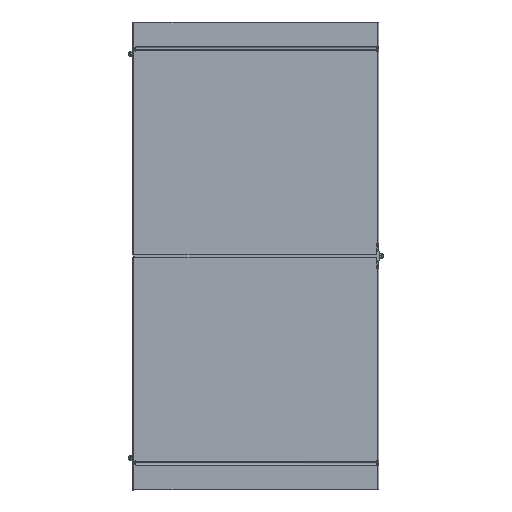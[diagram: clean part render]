
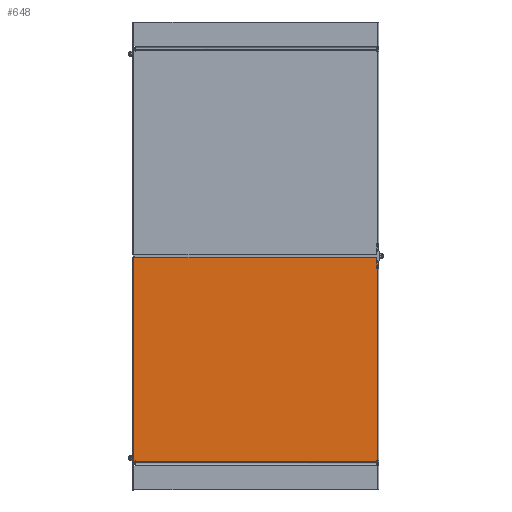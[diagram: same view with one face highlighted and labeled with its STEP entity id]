
A CAD part, front view. The second image highlights one B-rep face of the part: STEP entity #648.
In plain terms, the highlighted planar face has unit normal (0, -1, 0).
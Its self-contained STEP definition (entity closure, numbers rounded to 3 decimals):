
#648=ADVANCED_FACE('',(#1277),#10307,.T.);
#1277=FACE_OUTER_BOUND('',#1991,.T.);
#1991=EDGE_LOOP('',(#4876,#4877,#4878,#4879,#4880,#4881,#4882,#4883,#4884,
#4885,#4886));
#4876=ORIENTED_EDGE('',*,*,#6828,.T.);
#4877=ORIENTED_EDGE('',*,*,#6378,.F.);
#4878=ORIENTED_EDGE('',*,*,#6388,.F.);
#4879=ORIENTED_EDGE('',*,*,#5999,.F.);
#4880=ORIENTED_EDGE('',*,*,#5982,.F.);
#4881=ORIENTED_EDGE('',*,*,#6769,.F.);
#4882=ORIENTED_EDGE('',*,*,#6625,.F.);
#4883=ORIENTED_EDGE('',*,*,#6764,.F.);
#4884=ORIENTED_EDGE('',*,*,#6829,.T.);
#4885=ORIENTED_EDGE('',*,*,#6460,.F.);
#4886=ORIENTED_EDGE('',*,*,#6447,.F.);
#5982=EDGE_CURVE('',#9088,#9089,#8183,.T.);
#5999=EDGE_CURVE('',#9089,#9101,#7315,.T.);
#6378=EDGE_CURVE('',#9475,#9476,#8414,.T.);
#6388=EDGE_CURVE('',#9101,#9475,#8421,.T.);
#6447=EDGE_CURVE('',#9531,#9532,#8460,.T.);
#6460=EDGE_CURVE('',#9532,#9545,#8468,.T.);
#6625=EDGE_CURVE('',#9573,#9574,#7605,.T.);
#6764=EDGE_CURVE('',#9613,#9573,#8588,.T.);
#6769=EDGE_CURVE('',#9574,#9088,#8592,.T.);
#6828=EDGE_CURVE('',#9531,#9476,#8613,.T.);
#6829=EDGE_CURVE('',#9613,#9545,#8614,.T.);
#7315=(
BOUNDED_CURVE()
B_SPLINE_CURVE(1,(#20791,#20792),.UNSPECIFIED.,.F.,.F.)
B_SPLINE_CURVE_WITH_KNOTS((2,2),(-395.5,0.),.UNSPECIFIED.)
CURVE()
GEOMETRIC_REPRESENTATION_ITEM()
RATIONAL_B_SPLINE_CURVE((1.,1.))
REPRESENTATION_ITEM('')
);
#7605=(
BOUNDED_CURVE()
B_SPLINE_CURVE(2,(#22409,#22410,#22411),.UNSPECIFIED.,.F.,.F.)
B_SPLINE_CURVE_WITH_KNOTS((3,3),(-1.571,0.),.UNSPECIFIED.)
CURVE()
GEOMETRIC_REPRESENTATION_ITEM()
RATIONAL_B_SPLINE_CURVE((1.,0.707,1.))
REPRESENTATION_ITEM('')
);
#8183=B_SPLINE_CURVE_WITH_KNOTS('',1,(#20750,#20751),.UNSPECIFIED.,.F.,
 .F.,(2,2),(0.,1.5),.UNSPECIFIED.);
#8414=B_SPLINE_CURVE_WITH_KNOTS('',1,(#21753,#21754),.UNSPECIFIED.,.F.,
 .F.,(2,2),(0.,1.536),.UNSPECIFIED.);
#8421=B_SPLINE_CURVE_WITH_KNOTS('',1,(#21778,#21779),.UNSPECIFIED.,.F.,
 .F.,(2,2),(0.,2.3),.UNSPECIFIED.);
#8460=B_SPLINE_CURVE_WITH_KNOTS('',1,(#21922,#21923),.UNSPECIFIED.,.F.,
 .F.,(2,2),(0.,1.536),.UNSPECIFIED.);
#8468=B_SPLINE_CURVE_WITH_KNOTS('',1,(#21955,#21956),.UNSPECIFIED.,.F.,
 .F.,(2,2),(0.,2.3),.UNSPECIFIED.);
#8588=B_SPLINE_CURVE_WITH_KNOTS('',1,(#22766,#22767),.UNSPECIFIED.,.F.,
 .F.,(2,2),(-497.5,0.),.UNSPECIFIED.);
#8592=B_SPLINE_CURVE_WITH_KNOTS('',1,(#22777,#22778),.UNSPECIFIED.,.F.,
 .F.,(2,2),(0.,21.5),.UNSPECIFIED.);
#8613=B_SPLINE_CURVE_WITH_KNOTS('',1,(#22928,#22929),.UNSPECIFIED.,.F.,
 .F.,(2,2),(0.,495.4),.UNSPECIFIED.);
#8614=B_SPLINE_CURVE_WITH_KNOTS('',1,(#22930,#22931),.UNSPECIFIED.,.F.,
 .F.,(2,2),(0.,418.),.UNSPECIFIED.);
#9088=VERTEX_POINT('',#20005);
#9089=VERTEX_POINT('',#20006);
#9101=VERTEX_POINT('',#20018);
#9475=VERTEX_POINT('',#20392);
#9476=VERTEX_POINT('',#20393);
#9531=VERTEX_POINT('',#20448);
#9532=VERTEX_POINT('',#20449);
#9545=VERTEX_POINT('',#20462);
#9573=VERTEX_POINT('',#20490);
#9574=VERTEX_POINT('',#20491);
#9613=VERTEX_POINT('',#20530);
#10307=PLANE('',#10648);
#10648=AXIS2_PLACEMENT_3D('',#19296,#10955,$);
#10955=DIRECTION('',(0.,-1.,0.));
#19296=CARTESIAN_POINT('',(-300.001,-1.5,519.455));
#20005=CARTESIAN_POINT('',(248.5,-1.5,455.));
#20006=CARTESIAN_POINT('',(250.,-1.5,455.));
#20018=CARTESIAN_POINT('',(250.,-1.5,59.5));
#20392=CARTESIAN_POINT('',(247.7,-1.5,59.5));
#20393=CARTESIAN_POINT('',(247.7,-1.5,57.964));
#20448=CARTESIAN_POINT('',(-247.7,-1.5,57.964));
#20449=CARTESIAN_POINT('',(-247.7,-1.5,59.5));
#20462=CARTESIAN_POINT('',(-250.,-1.5,59.5));
#20490=CARTESIAN_POINT('',(247.5,-1.5,477.5));
#20491=CARTESIAN_POINT('',(248.5,-1.5,476.5));
#20530=CARTESIAN_POINT('',(-250.,-1.5,477.5));
#20750=CARTESIAN_POINT('',(248.5,-1.5,455.));
#20751=CARTESIAN_POINT('',(250.,-1.5,455.));
#20791=CARTESIAN_POINT('',(250.,-1.5,455.));
#20792=CARTESIAN_POINT('',(250.,-1.5,59.5));
#21753=CARTESIAN_POINT('',(247.7,-1.5,59.5));
#21754=CARTESIAN_POINT('',(247.7,-1.5,57.964));
#21778=CARTESIAN_POINT('',(250.,-1.5,59.5));
#21779=CARTESIAN_POINT('',(247.7,-1.5,59.5));
#21922=CARTESIAN_POINT('',(-247.7,-1.5,57.964));
#21923=CARTESIAN_POINT('',(-247.7,-1.5,59.5));
#21955=CARTESIAN_POINT('',(-247.7,-1.5,59.5));
#21956=CARTESIAN_POINT('',(-250.,-1.5,59.5));
#22409=CARTESIAN_POINT('',(247.5,-1.5,477.5));
#22410=CARTESIAN_POINT('',(248.5,-1.5,477.5));
#22411=CARTESIAN_POINT('',(248.5,-1.5,476.5));
#22766=CARTESIAN_POINT('',(-250.,-1.5,477.5));
#22767=CARTESIAN_POINT('',(247.5,-1.5,477.5));
#22777=CARTESIAN_POINT('',(248.5,-1.5,476.5));
#22778=CARTESIAN_POINT('',(248.5,-1.5,455.));
#22928=CARTESIAN_POINT('',(-247.7,-1.5,57.964));
#22929=CARTESIAN_POINT('',(247.7,-1.5,57.964));
#22930=CARTESIAN_POINT('',(-250.,-1.5,477.5));
#22931=CARTESIAN_POINT('',(-250.,-1.5,59.5));
